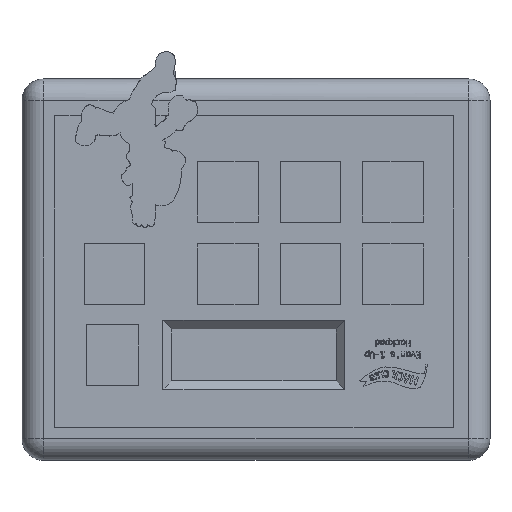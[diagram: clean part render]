
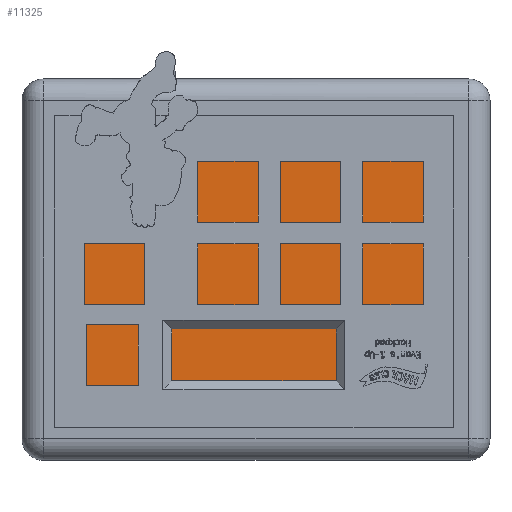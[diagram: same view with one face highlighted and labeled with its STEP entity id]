
A CAD part, top view. The second image highlights one B-rep face of the part: STEP entity #11325.
In plain terms, the highlighted planar face has unit normal (0, 0, 1).
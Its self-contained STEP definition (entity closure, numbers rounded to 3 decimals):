
#847=FACE_BOUND('',#2453,.T.);
#848=FACE_BOUND('',#2454,.T.);
#849=FACE_BOUND('',#2455,.T.);
#850=FACE_BOUND('',#2456,.T.);
#1103=CIRCLE('',#11711,1.7);
#1105=CIRCLE('',#11714,1.7);
#1107=CIRCLE('',#11717,1.7);
#1109=CIRCLE('',#11720,1.7);
#1758=FACE_OUTER_BOUND('',#2452,.T.);
#2452=EDGE_LOOP('',(#10428,#10429,#10430,#10431));
#2453=EDGE_LOOP('',(#10432));
#2454=EDGE_LOOP('',(#10433));
#2455=EDGE_LOOP('',(#10434));
#2456=EDGE_LOOP('',(#10435));
#3413=LINE('',#24167,#4374);
#3416=LINE('',#24173,#4377);
#3419=LINE('',#24179,#4380);
#3422=LINE('',#24183,#4383);
#4374=VECTOR('',#13442,10.);
#4377=VECTOR('',#13447,10.);
#4380=VECTOR('',#13452,10.);
#4383=VECTOR('',#13457,10.);
#5463=VERTEX_POINT('',#24137);
#5465=VERTEX_POINT('',#24143);
#5467=VERTEX_POINT('',#24149);
#5469=VERTEX_POINT('',#24155);
#5473=VERTEX_POINT('',#24164);
#5474=VERTEX_POINT('',#24166);
#5476=VERTEX_POINT('',#24172);
#5478=VERTEX_POINT('',#24178);
#7110=EDGE_CURVE('',#5463,#5463,#1103,.T.);
#7113=EDGE_CURVE('',#5465,#5465,#1105,.T.);
#7116=EDGE_CURVE('',#5467,#5467,#1107,.T.);
#7119=EDGE_CURVE('',#5469,#5469,#1109,.T.);
#7124=EDGE_CURVE('',#5474,#5473,#3413,.T.);
#7127=EDGE_CURVE('',#5476,#5474,#3416,.T.);
#7130=EDGE_CURVE('',#5478,#5476,#3419,.T.);
#7133=EDGE_CURVE('',#5473,#5478,#3422,.T.);
#10428=ORIENTED_EDGE('',*,*,#7133,.T.);
#10429=ORIENTED_EDGE('',*,*,#7130,.T.);
#10430=ORIENTED_EDGE('',*,*,#7127,.T.);
#10431=ORIENTED_EDGE('',*,*,#7124,.T.);
#10432=ORIENTED_EDGE('',*,*,#7119,.T.);
#10433=ORIENTED_EDGE('',*,*,#7116,.T.);
#10434=ORIENTED_EDGE('',*,*,#7113,.T.);
#10435=ORIENTED_EDGE('',*,*,#7110,.T.);
#10713=PLANE('',#11726);
#11325=ADVANCED_FACE('',(#1758,#847,#848,#849,#850),#10713,.T.);
#11711=AXIS2_PLACEMENT_3D('',#24138,#13412,#13413);
#11714=AXIS2_PLACEMENT_3D('',#24144,#13419,#13420);
#11717=AXIS2_PLACEMENT_3D('',#24150,#13426,#13427);
#11720=AXIS2_PLACEMENT_3D('',#24156,#13433,#13434);
#11726=AXIS2_PLACEMENT_3D('',#24184,#13458,#13459);
#13412=DIRECTION('center_axis',(0.,0.,-1.));
#13413=DIRECTION('ref_axis',(1.,0.,0.));
#13419=DIRECTION('center_axis',(0.,0.,-1.));
#13420=DIRECTION('ref_axis',(1.,0.,0.));
#13426=DIRECTION('center_axis',(0.,0.,-1.));
#13427=DIRECTION('ref_axis',(1.,0.,0.));
#13433=DIRECTION('center_axis',(0.,0.,-1.));
#13434=DIRECTION('ref_axis',(1.,0.,0.));
#13442=DIRECTION('',(1.,0.,0.));
#13447=DIRECTION('',(0.,-1.,0.));
#13452=DIRECTION('',(-1.,0.,0.));
#13457=DIRECTION('',(0.,1.,0.));
#13458=DIRECTION('center_axis',(0.,0.,1.));
#13459=DIRECTION('ref_axis',(1.,0.,0.));
#24137=CARTESIAN_POINT('',(83.093,64.58,10.));
#24138=CARTESIAN_POINT('Origin',(84.793,64.58,10.));
#24143=CARTESIAN_POINT('',(-0.6,0.953,10.));
#24144=CARTESIAN_POINT('Origin',(1.1,0.953,10.));
#24149=CARTESIAN_POINT('',(-0.727,64.58,10.));
#24150=CARTESIAN_POINT('Origin',(0.973,64.58,10.));
#24155=CARTESIAN_POINT('',(83.093,1.08,10.));
#24156=CARTESIAN_POINT('Origin',(84.793,1.08,10.));
#24164=CARTESIAN_POINT('',(87.975,-2.056,10.));
#24166=CARTESIAN_POINT('',(-2.025,-2.056,10.));
#24167=CARTESIAN_POINT('',(87.975,-2.056,10.));
#24172=CARTESIAN_POINT('',(-2.025,67.944,10.));
#24173=CARTESIAN_POINT('',(-2.025,-2.056,10.));
#24178=CARTESIAN_POINT('',(87.975,67.944,10.));
#24179=CARTESIAN_POINT('',(-2.025,67.944,10.));
#24183=CARTESIAN_POINT('',(87.975,67.944,10.));
#24184=CARTESIAN_POINT('Origin',(42.975,32.944,10.));
